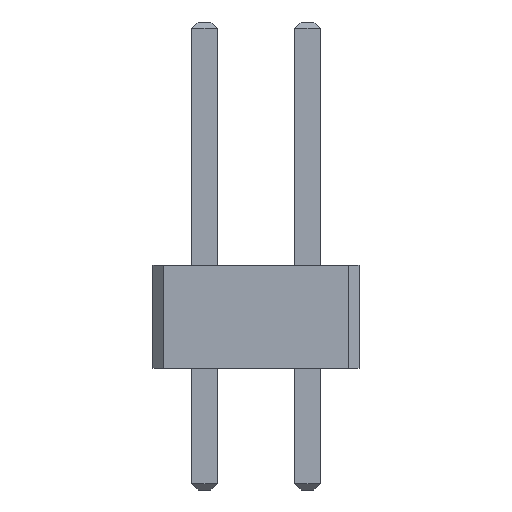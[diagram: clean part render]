
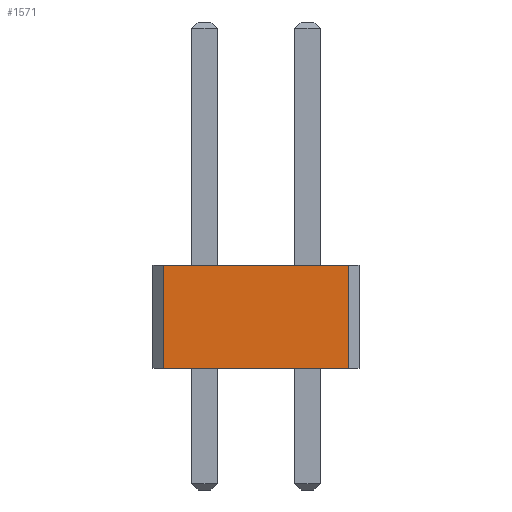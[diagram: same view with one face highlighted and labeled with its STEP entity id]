
A CAD part, front view. The second image highlights one B-rep face of the part: STEP entity #1571.
In plain terms, the highlighted planar face has unit normal (0, -1, 0).
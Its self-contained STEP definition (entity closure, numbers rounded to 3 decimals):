
#13=DIRECTION('',(0.,0.,1.));
#27=VECTOR('',#13,1.);
#67=DIRECTION('',(1.,0.,0.));
#1558=VERTEX_POINT('',#1559);
#1559=CARTESIAN_POINT('',(-1.016,-67.31,2.54));
#1562=EDGE_CURVE('',#1563,#1558,#1565,.T.);
#1563=VERTEX_POINT('',#1564);
#1564=CARTESIAN_POINT('',(-1.016,-67.31,0.));
#1565=LINE('',#1564,#27);
#1571=ADVANCED_FACE('',(#1572),#1589,.F.);
#1572=FACE_BOUND('',#1573,.F.);
#1573=EDGE_LOOP('',(#1574,#1575,#1581,#1586));
#1574=ORIENTED_EDGE('',*,*,#1562,.T.);
#1575=ORIENTED_EDGE('',*,*,#1576,.T.);
#1576=EDGE_CURVE('',#1558,#1577,#1579,.T.);
#1577=VERTEX_POINT('',#1578);
#1578=CARTESIAN_POINT('',(3.556,-67.31,2.54));
#1579=LINE('',#1559,#1580);
#1580=VECTOR('',#67,1.);
#1581=ORIENTED_EDGE('',*,*,#1582,.F.);
#1582=EDGE_CURVE('',#1583,#1577,#1585,.T.);
#1583=VERTEX_POINT('',#1584);
#1584=CARTESIAN_POINT('',(3.556,-67.31,0.));
#1585=LINE('',#1584,#27);
#1586=ORIENTED_EDGE('',*,*,#1587,.F.);
#1587=EDGE_CURVE('',#1563,#1583,#1588,.T.);
#1588=LINE('',#1564,#1580);
#1589=PLANE('',#1590);
#1590=AXIS2_PLACEMENT_3D('',#1564,#1591,#67);
#1591=DIRECTION('',(0.,1.,0.));
